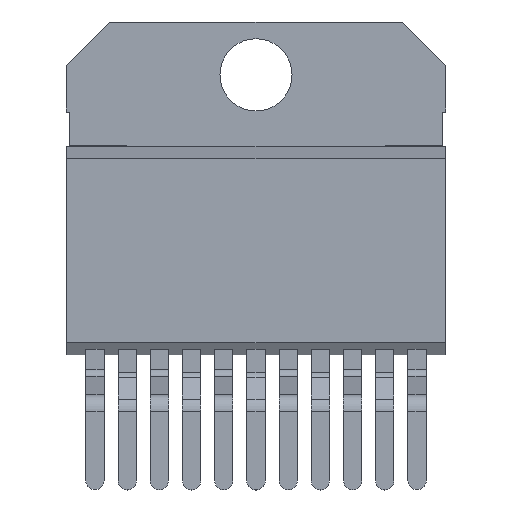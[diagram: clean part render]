
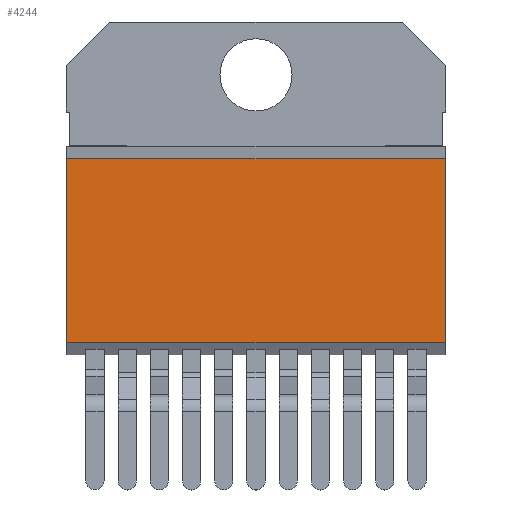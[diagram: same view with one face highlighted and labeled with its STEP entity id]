
A CAD part, top view. The second image highlights one B-rep face of the part: STEP entity #4244.
In plain terms, the highlighted face is planar.
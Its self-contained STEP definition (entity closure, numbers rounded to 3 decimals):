
#2732=DIRECTION('',(0.,0.,1.));
#2733=VECTOR('',#2732,9.702);
#2734=CARTESIAN_POINT('',(-10.,4.495,-4.851));
#2735=LINE('',#2734,#2733);
#2739=DIRECTION('',(-1.,0.,0.));
#2740=VECTOR('',#2739,20.);
#2741=CARTESIAN_POINT('',(10.,4.495,-4.851));
#2742=LINE('',#2741,#2740);
#2746=DIRECTION('',(0.,0.,-1.));
#2747=VECTOR('',#2746,9.702);
#2748=CARTESIAN_POINT('',(10.,4.495,4.851));
#2749=LINE('',#2748,#2747);
#2753=DIRECTION('',(1.,0.,0.));
#2754=VECTOR('',#2753,20.);
#2755=CARTESIAN_POINT('',(-10.,4.495,4.851));
#2756=LINE('',#2755,#2754);
#3384=CARTESIAN_POINT('',(-10.,4.495,-4.851));
#3385=CARTESIAN_POINT('',(-10.,4.495,4.851));
#3386=VERTEX_POINT('',#3384);
#3387=VERTEX_POINT('',#3385);
#3388=CARTESIAN_POINT('',(10.,4.495,4.851));
#3389=VERTEX_POINT('',#3388);
#3390=CARTESIAN_POINT('',(10.,4.495,-4.851));
#3391=VERTEX_POINT('',#3390);
#4233=CARTESIAN_POINT('',(0.,4.495,0.));
#4234=DIRECTION('',(0.,1.,0.));
#4235=DIRECTION('',(1.,0.,0.));
#4236=AXIS2_PLACEMENT_3D('',#4233,#4234,#4235);
#4237=PLANE('',#4236);
#4238=ORIENTED_EDGE('',*,*,#4225,.F.);
#4239=ORIENTED_EDGE('',*,*,#4026,.F.);
#4240=ORIENTED_EDGE('',*,*,#4074,.F.);
#4241=ORIENTED_EDGE('',*,*,#4102,.F.);
#4242=EDGE_LOOP('',(#4238,#4239,#4240,#4241));
#4243=FACE_OUTER_BOUND('',#4242,.F.);
#4026=EDGE_CURVE('',#3391,#3386,#2742,.T.);
#4074=EDGE_CURVE('',#3389,#3391,#2749,.T.);
#4102=EDGE_CURVE('',#3387,#3389,#2756,.T.);
#4225=EDGE_CURVE('',#3386,#3387,#2735,.T.);
#4244=ADVANCED_FACE('',(#4243),#4237,.T.);
